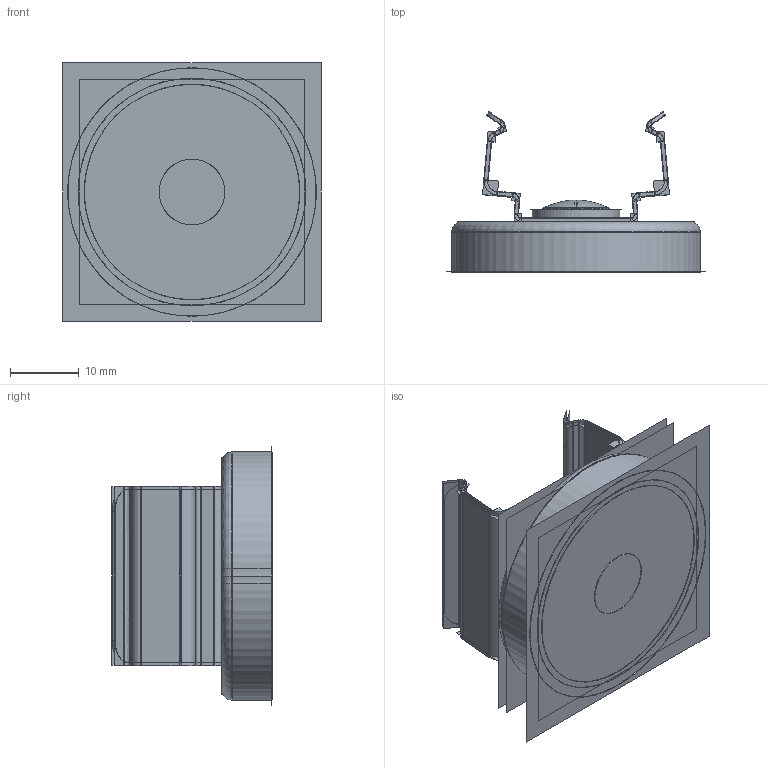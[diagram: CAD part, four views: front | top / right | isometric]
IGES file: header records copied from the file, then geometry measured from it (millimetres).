
Start section:  PTC IGES file: 198155.igs
Global section: file name: 198155.igs; native system: Creo Parametric by PTC Inc.; preprocessor: 2016260; author: PDMAdmin; organization: Unknown; date: 20161214.104625; units: millimetre
Bounding box: 37.51 x 23.25 x 37.51 mm (x, y, z)
Volume: 7385.7 mm3; surface area: 35284.6 mm2
Topology: 4 solids, 4 shells, 246 faces, 1090 edges, 1321 vertices
Faces by surface type: bspline 150, revolution 96
